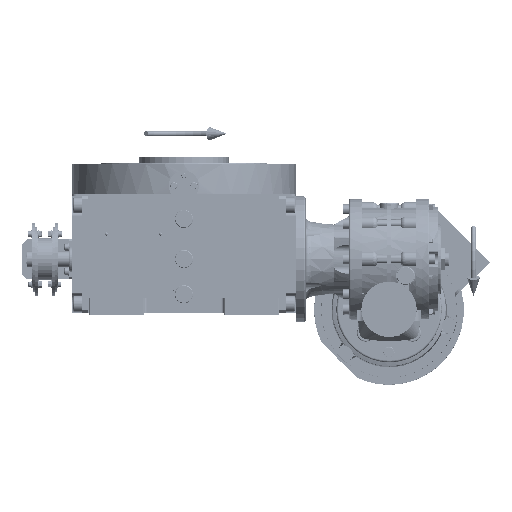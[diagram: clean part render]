
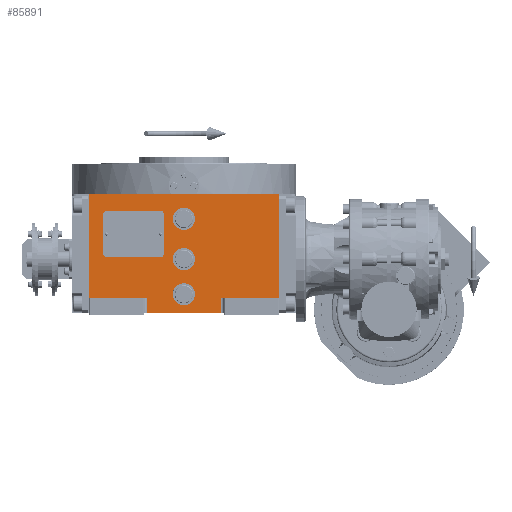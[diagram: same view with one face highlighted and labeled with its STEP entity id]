
A CAD part, top view. The second image highlights one B-rep face of the part: STEP entity #85891.
In plain terms, the highlighted planar face has unit normal (0, 0, 1).
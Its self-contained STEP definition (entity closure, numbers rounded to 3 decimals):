
#3208 = LINE ( 'NONE', #124766, #40042 ) ;
#4791 = EDGE_CURVE ( 'NONE', #28445, #131782, #146416, .T. ) ;
#5218 = VECTOR ( 'NONE', #98069, 1000. ) ;
#6128 = CARTESIAN_POINT ( 'NONE',  ( 0., 0., 163.5 ) ) ;
#7752 = ORIENTED_EDGE ( 'NONE', *, *, #126383, .F. ) ;
#10058 = ORIENTED_EDGE ( 'NONE', *, *, #173689, .F. ) ;
#10097 = CARTESIAN_POINT ( 'NONE',  ( -94.5, -53.5, 163.5 ) ) ;
#10352 = ORIENTED_EDGE ( 'NONE', *, *, #102942, .F. ) ;
#12043 = VERTEX_POINT ( 'NONE', #137544 ) ;
#12549 = CARTESIAN_POINT ( 'NONE',  ( 37., -38.5, 163.5 ) ) ;
#14486 = CARTESIAN_POINT ( 'NONE',  ( 11., 40., 163.5 ) ) ;
#15911 = DIRECTION ( 'NONE',  ( -1., 0., 0. ) ) ;
#16651 = CARTESIAN_POINT ( 'NONE',  ( -94.5, 64.5, 163.5 ) ) ;
#17880 = DIRECTION ( 'NONE',  ( 1., 0., 0. ) ) ;
#18055 = DIRECTION ( 'NONE',  ( 0., 0., 1. ) ) ;
#19550 = EDGE_LOOP ( 'NONE', ( #7752, #160030 ) ) ;
#20829 = CIRCLE ( 'NONE', #135745, 11. ) ;
#23217 = DIRECTION ( 'NONE',  ( 0., 0., 1. ) ) ;
#27771 = CARTESIAN_POINT ( 'NONE',  ( -94.5, -38.5, 163.5 ) ) ;
#28445 = VERTEX_POINT ( 'NONE', #175517 ) ;
#28571 = VERTEX_POINT ( 'NONE', #95295 ) ;
#29607 = LINE ( 'NONE', #12549, #120113 ) ;
#31953 = VERTEX_POINT ( 'NONE', #43330 ) ;
#32473 = EDGE_CURVE ( 'NONE', #88353, #28445, #97979, .T. ) ;
#39507 = EDGE_LOOP ( 'NONE', ( #139827, #86848, #135813, #163262, #52068, #98131, #109996, #126207 ) ) ;
#40042 = VECTOR ( 'NONE', #45482, 1000. ) ;
#40420 = LINE ( 'NONE', #27771, #77113 ) ;
#43330 = CARTESIAN_POINT ( 'NONE',  ( 11., -35., 163.5 ) ) ;
#45482 = DIRECTION ( 'NONE',  ( 1., 0., 0. ) ) ;
#48727 = DIRECTION ( 'NONE',  ( 1., 0., 0. ) ) ;
#48998 = EDGE_CURVE ( 'NONE', #170579, #150185, #50615, .T. ) ;
#49709 = FACE_BOUND ( 'NONE', #19550, .T. ) ;
#49731 = EDGE_CURVE ( 'NONE', #107473, #28571, #86562, .T. ) ;
#50615 = LINE ( 'NONE', #159611, #169778 ) ;
#51840 = DIRECTION ( 'NONE',  ( 0., 1., 0. ) ) ;
#52068 = ORIENTED_EDGE ( 'NONE', *, *, #127160, .F. ) ;
#52817 = EDGE_CURVE ( 'NONE', #31953, #155482, #173327, .T. ) ;
#58008 = CARTESIAN_POINT ( 'NONE',  ( -11., 0., 163.5 ) ) ;
#64974 = DIRECTION ( 'NONE',  ( 1., 0., 0. ) ) ;
#65341 = CARTESIAN_POINT ( 'NONE',  ( 94.5, -38.5, 163.5 ) ) ;
#70963 = DIRECTION ( 'NONE',  ( 1., 0., 0. ) ) ;
#71778 = VERTEX_POINT ( 'NONE', #16651 ) ;
#71847 = CARTESIAN_POINT ( 'NONE',  ( -94.5, -38.5, 163.5 ) ) ;
#71951 = LINE ( 'NONE', #175879, #5218 ) ;
#72789 = AXIS2_PLACEMENT_3D ( 'NONE', #102081, #144444, #75058 ) ;
#75058 = DIRECTION ( 'NONE',  ( -1., 0., 0. ) ) ;
#75706 = DIRECTION ( 'NONE',  ( 0., 0., 1. ) ) ;
#77113 = VECTOR ( 'NONE', #82631, 1000. ) ;
#80228 = DIRECTION ( 'NONE',  ( 0., 0., 1. ) ) ;
#80506 = CARTESIAN_POINT ( 'NONE',  ( 94.5, 64.5, 163.5 ) ) ;
#82631 = DIRECTION ( 'NONE',  ( 0., 1., 0. ) ) ;
#84698 = EDGE_CURVE ( 'NONE', #162231, #71778, #40420, .T. ) ;
#85127 = EDGE_CURVE ( 'NONE', #170579, #156723, #3208, .T. ) ;
#85891 = ADVANCED_FACE ( 'NONE', ( #132542, #93737, #49709, #148704 ), #162243, .T. ) ;
#86045 = DIRECTION ( 'NONE',  ( 1., 0., 0. ) ) ;
#86562 = CIRCLE ( 'NONE', #106732, 11. ) ;
#86632 = ORIENTED_EDGE ( 'NONE', *, *, #52817, .F. ) ;
#86848 = ORIENTED_EDGE ( 'NONE', *, *, #115570, .F. ) ;
#87333 = DIRECTION ( 'NONE',  ( -1., 0., 0. ) ) ;
#87403 = CARTESIAN_POINT ( 'NONE',  ( -94.5, -38.5, 163.5 ) ) ;
#88353 = VERTEX_POINT ( 'NONE', #140148 ) ;
#92701 = AXIS2_PLACEMENT_3D ( 'NONE', #116219, #75706, #48727 ) ;
#93737 = FACE_BOUND ( 'NONE', #105178, .T. ) ;
#94843 = AXIS2_PLACEMENT_3D ( 'NONE', #10097, #80228, #64974 ) ;
#95295 = CARTESIAN_POINT ( 'NONE',  ( 11., 0., 163.5 ) ) ;
#97954 = DIRECTION ( 'NONE',  ( 0., -1., 0. ) ) ;
#97979 = LINE ( 'NONE', #152981, #135728 ) ;
#98069 = DIRECTION ( 'NONE',  ( 1., 0., 0. ) ) ;
#98131 = ORIENTED_EDGE ( 'NONE', *, *, #84698, .F. ) ;
#102081 = CARTESIAN_POINT ( 'NONE',  ( 0., -35., 163.5 ) ) ;
#102942 = EDGE_CURVE ( 'NONE', #28571, #107473, #129679, .T. ) ;
#105178 = EDGE_LOOP ( 'NONE', ( #86632, #10058 ) ) ;
#106732 = AXIS2_PLACEMENT_3D ( 'NONE', #169817, #167151, #15911 ) ;
#107225 = ORIENTED_EDGE ( 'NONE', *, *, #49731, .F. ) ;
#107473 = VERTEX_POINT ( 'NONE', #58008 ) ;
#109996 = ORIENTED_EDGE ( 'NONE', *, *, #161479, .T. ) ;
#110074 = CIRCLE ( 'NONE', #72789, 11. ) ;
#111502 = LINE ( 'NONE', #71847, #164093 ) ;
#115570 = EDGE_CURVE ( 'NONE', #88353, #156723, #29607, .T. ) ;
#116219 = CARTESIAN_POINT ( 'NONE',  ( 0., -35., 163.5 ) ) ;
#117689 = DIRECTION ( 'NONE',  ( 1., 0., 0. ) ) ;
#118116 = DIRECTION ( 'NONE',  ( 0., 1., 0. ) ) ;
#120113 = VECTOR ( 'NONE', #97954, 1000. ) ;
#122250 = CARTESIAN_POINT ( 'NONE',  ( -37., -53.5, 163.5 ) ) ;
#124766 = CARTESIAN_POINT ( 'NONE',  ( -37., -53.5, 163.5 ) ) ;
#126207 = ORIENTED_EDGE ( 'NONE', *, *, #48998, .F. ) ;
#126383 = EDGE_CURVE ( 'NONE', #143651, #12043, #168857, .T. ) ;
#127160 = EDGE_CURVE ( 'NONE', #71778, #131782, #71951, .T. ) ;
#129679 = CIRCLE ( 'NONE', #169941, 11. ) ;
#131773 = CARTESIAN_POINT ( 'NONE',  ( 37., -53.5, 163.5 ) ) ;
#131782 = VERTEX_POINT ( 'NONE', #80506 ) ;
#132542 = FACE_BOUND ( 'NONE', #134487, .T. ) ;
#134487 = EDGE_LOOP ( 'NONE', ( #10352, #107225 ) ) ;
#135728 = VECTOR ( 'NONE', #70963, 1000. ) ;
#135745 = AXIS2_PLACEMENT_3D ( 'NONE', #141391, #18055, #87333 ) ;
#135813 = ORIENTED_EDGE ( 'NONE', *, *, #32473, .T. ) ;
#137544 = CARTESIAN_POINT ( 'NONE',  ( -11., 40., 163.5 ) ) ;
#139827 = ORIENTED_EDGE ( 'NONE', *, *, #85127, .T. ) ;
#140148 = CARTESIAN_POINT ( 'NONE',  ( 37., -38.5, 163.5 ) ) ;
#141391 = CARTESIAN_POINT ( 'NONE',  ( 0., 40., 163.5 ) ) ;
#143651 = VERTEX_POINT ( 'NONE', #14486 ) ;
#144444 = DIRECTION ( 'NONE',  ( 0., 0., 1. ) ) ;
#146416 = LINE ( 'NONE', #65341, #146647 ) ;
#146647 = VECTOR ( 'NONE', #51840, 1000. ) ;
#148704 = FACE_OUTER_BOUND ( 'NONE', #39507, .T. ) ;
#150185 = VERTEX_POINT ( 'NONE', #177723 ) ;
#152776 = DIRECTION ( 'NONE',  ( 0., 0., 1. ) ) ;
#152981 = CARTESIAN_POINT ( 'NONE',  ( 37., -38.5, 163.5 ) ) ;
#154548 = CARTESIAN_POINT ( 'NONE',  ( 0., 40., 163.5 ) ) ;
#155482 = VERTEX_POINT ( 'NONE', #157207 ) ;
#156723 = VERTEX_POINT ( 'NONE', #131773 ) ;
#157207 = CARTESIAN_POINT ( 'NONE',  ( -11., -35., 163.5 ) ) ;
#159611 = CARTESIAN_POINT ( 'NONE',  ( -37., -53.5, 163.5 ) ) ;
#160030 = ORIENTED_EDGE ( 'NONE', *, *, #175749, .F. ) ;
#160255 = AXIS2_PLACEMENT_3D ( 'NONE', #154548, #152776, #86045 ) ;
#161479 = EDGE_CURVE ( 'NONE', #162231, #150185, #111502, .T. ) ;
#162231 = VERTEX_POINT ( 'NONE', #87403 ) ;
#162243 = PLANE ( 'NONE',  #94843 ) ;
#163262 = ORIENTED_EDGE ( 'NONE', *, *, #4791, .T. ) ;
#164093 = VECTOR ( 'NONE', #17880, 1000. ) ;
#167151 = DIRECTION ( 'NONE',  ( 0., 0., 1. ) ) ;
#168857 = CIRCLE ( 'NONE', #160255, 11. ) ;
#169778 = VECTOR ( 'NONE', #118116, 1000. ) ;
#169817 = CARTESIAN_POINT ( 'NONE',  ( 0., 0., 163.5 ) ) ;
#169941 = AXIS2_PLACEMENT_3D ( 'NONE', #6128, #23217, #117689 ) ;
#170579 = VERTEX_POINT ( 'NONE', #122250 ) ;
#173327 = CIRCLE ( 'NONE', #92701, 11. ) ;
#173689 = EDGE_CURVE ( 'NONE', #155482, #31953, #110074, .T. ) ;
#175517 = CARTESIAN_POINT ( 'NONE',  ( 94.5, -38.5, 163.5 ) ) ;
#175749 = EDGE_CURVE ( 'NONE', #12043, #143651, #20829, .T. ) ;
#175879 = CARTESIAN_POINT ( 'NONE',  ( -94.5, 64.5, 163.5 ) ) ;
#177723 = CARTESIAN_POINT ( 'NONE',  ( -37., -38.5, 163.5 ) ) ;
